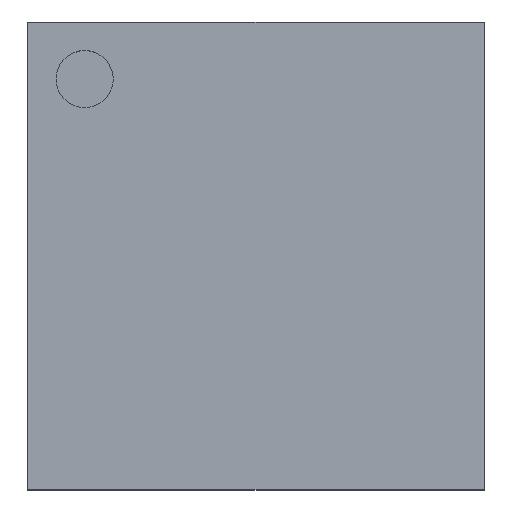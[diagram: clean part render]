
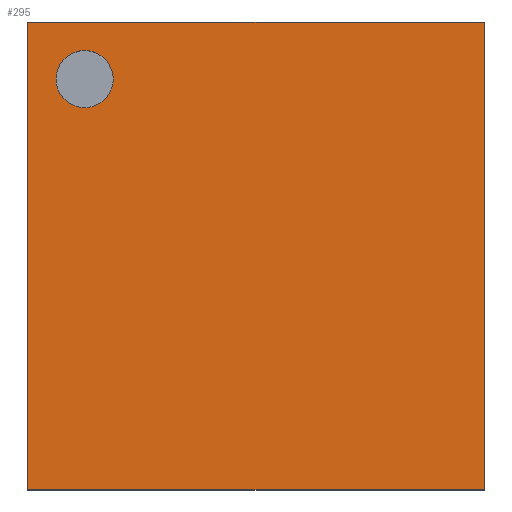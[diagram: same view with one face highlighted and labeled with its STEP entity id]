
A CAD part, top view. The second image highlights one B-rep face of the part: STEP entity #295.
In plain terms, the highlighted planar face has unit normal (0, 0, 1).
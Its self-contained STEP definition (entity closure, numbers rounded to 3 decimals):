
#106 = VERTEX_POINT('',#107);
#107 = CARTESIAN_POINT('',(-0.526,-0.539,0.675));
#114 = PLANE('',#115);
#115 = AXIS2_PLACEMENT_3D('',#116,#117,#118);
#116 = CARTESIAN_POINT('',(-0.526,-0.539,0.32));
#117 = DIRECTION('',(1.,0.,0.));
#118 = DIRECTION('',(0.,0.,1.));
#126 = PLANE('',#127);
#127 = AXIS2_PLACEMENT_3D('',#128,#129,#130);
#128 = CARTESIAN_POINT('',(-0.526,-0.539,0.32));
#129 = DIRECTION('',(0.,1.,0.));
#130 = DIRECTION('',(0.,0.,1.));
#167 = VERTEX_POINT('',#168);
#168 = CARTESIAN_POINT('',(-0.526,0.539,0.675));
#182 = PLANE('',#183);
#183 = AXIS2_PLACEMENT_3D('',#184,#185,#186);
#184 = CARTESIAN_POINT('',(-0.526,0.539,0.32));
#185 = DIRECTION('',(0.,1.,0.));
#186 = DIRECTION('',(0.,0.,1.));
#194 = EDGE_CURVE('',#106,#167,#195,.T.);
#195 = SURFACE_CURVE('',#196,(#200,#207),.PCURVE_S1.);
#196 = LINE('',#197,#198);
#197 = CARTESIAN_POINT('',(-0.526,-0.539,0.675));
#198 = VECTOR('',#199,1.);
#199 = DIRECTION('',(0.,1.,0.));
#200 = PCURVE('',#114,#201);
#201 = DEFINITIONAL_REPRESENTATION('',(#202),#206);
#202 = LINE('',#203,#204);
#203 = CARTESIAN_POINT('',(0.355,0.));
#204 = VECTOR('',#205,1.);
#205 = DIRECTION('',(0.,-1.));
#206 = ( GEOMETRIC_REPRESENTATION_CONTEXT(2) 
PARAMETRIC_REPRESENTATION_CONTEXT() REPRESENTATION_CONTEXT('2D SPACE',''
  ) );
#207 = PCURVE('',#208,#213);
#208 = PLANE('',#209);
#209 = AXIS2_PLACEMENT_3D('',#210,#211,#212);
#210 = CARTESIAN_POINT('',(-0.526,-0.539,0.675));
#211 = DIRECTION('',(0.,0.,1.));
#212 = DIRECTION('',(1.,0.,0.));
#213 = DEFINITIONAL_REPRESENTATION('',(#214),#218);
#214 = LINE('',#215,#216);
#215 = CARTESIAN_POINT('',(0.,0.));
#216 = VECTOR('',#217,1.);
#217 = DIRECTION('',(0.,1.));
#218 = ( GEOMETRIC_REPRESENTATION_CONTEXT(2) 
PARAMETRIC_REPRESENTATION_CONTEXT() REPRESENTATION_CONTEXT('2D SPACE',''
  ) );
#247 = EDGE_CURVE('',#106,#248,#250,.T.);
#248 = VERTEX_POINT('',#249);
#249 = CARTESIAN_POINT('',(0.526,-0.539,0.675));
#250 = SURFACE_CURVE('',#251,(#255,#262),.PCURVE_S1.);
#251 = LINE('',#252,#253);
#252 = CARTESIAN_POINT('',(-0.526,-0.539,0.675));
#253 = VECTOR('',#254,1.);
#254 = DIRECTION('',(1.,0.,0.));
#255 = PCURVE('',#126,#256);
#256 = DEFINITIONAL_REPRESENTATION('',(#257),#261);
#257 = LINE('',#258,#259);
#258 = CARTESIAN_POINT('',(0.355,0.));
#259 = VECTOR('',#260,1.);
#260 = DIRECTION('',(0.,1.));
#261 = ( GEOMETRIC_REPRESENTATION_CONTEXT(2) 
PARAMETRIC_REPRESENTATION_CONTEXT() REPRESENTATION_CONTEXT('2D SPACE',''
  ) );
#262 = PCURVE('',#208,#263);
#263 = DEFINITIONAL_REPRESENTATION('',(#264),#268);
#264 = LINE('',#265,#266);
#265 = CARTESIAN_POINT('',(0.,0.));
#266 = VECTOR('',#267,1.);
#267 = DIRECTION('',(1.,0.));
#268 = ( GEOMETRIC_REPRESENTATION_CONTEXT(2) 
PARAMETRIC_REPRESENTATION_CONTEXT() REPRESENTATION_CONTEXT('2D SPACE',''
  ) );
#284 = PLANE('',#285);
#285 = AXIS2_PLACEMENT_3D('',#286,#287,#288);
#286 = CARTESIAN_POINT('',(0.526,-0.539,0.32));
#287 = DIRECTION('',(1.,0.,0.));
#288 = DIRECTION('',(0.,0.,1.));
#295 = ADVANCED_FACE('',(#296,#344),#208,.T.);
#296 = FACE_BOUND('',#297,.T.);
#297 = EDGE_LOOP('',(#298,#299,#300,#323));
#298 = ORIENTED_EDGE('',*,*,#194,.F.);
#299 = ORIENTED_EDGE('',*,*,#247,.T.);
#300 = ORIENTED_EDGE('',*,*,#301,.T.);
#301 = EDGE_CURVE('',#248,#302,#304,.T.);
#302 = VERTEX_POINT('',#303);
#303 = CARTESIAN_POINT('',(0.526,0.539,0.675));
#304 = SURFACE_CURVE('',#305,(#309,#316),.PCURVE_S1.);
#305 = LINE('',#306,#307);
#306 = CARTESIAN_POINT('',(0.526,-0.539,0.675));
#307 = VECTOR('',#308,1.);
#308 = DIRECTION('',(0.,1.,0.));
#309 = PCURVE('',#208,#310);
#310 = DEFINITIONAL_REPRESENTATION('',(#311),#315);
#311 = LINE('',#312,#313);
#312 = CARTESIAN_POINT('',(1.053,0.));
#313 = VECTOR('',#314,1.);
#314 = DIRECTION('',(0.,1.));
#315 = ( GEOMETRIC_REPRESENTATION_CONTEXT(2) 
PARAMETRIC_REPRESENTATION_CONTEXT() REPRESENTATION_CONTEXT('2D SPACE',''
  ) );
#316 = PCURVE('',#284,#317);
#317 = DEFINITIONAL_REPRESENTATION('',(#318),#322);
#318 = LINE('',#319,#320);
#319 = CARTESIAN_POINT('',(0.355,0.));
#320 = VECTOR('',#321,1.);
#321 = DIRECTION('',(0.,-1.));
#322 = ( GEOMETRIC_REPRESENTATION_CONTEXT(2) 
PARAMETRIC_REPRESENTATION_CONTEXT() REPRESENTATION_CONTEXT('2D SPACE',''
  ) );
#323 = ORIENTED_EDGE('',*,*,#324,.F.);
#324 = EDGE_CURVE('',#167,#302,#325,.T.);
#325 = SURFACE_CURVE('',#326,(#330,#337),.PCURVE_S1.);
#326 = LINE('',#327,#328);
#327 = CARTESIAN_POINT('',(-0.526,0.539,0.675));
#328 = VECTOR('',#329,1.);
#329 = DIRECTION('',(1.,0.,0.));
#330 = PCURVE('',#208,#331);
#331 = DEFINITIONAL_REPRESENTATION('',(#332),#336);
#332 = LINE('',#333,#334);
#333 = CARTESIAN_POINT('',(0.,1.078));
#334 = VECTOR('',#335,1.);
#335 = DIRECTION('',(1.,0.));
#336 = ( GEOMETRIC_REPRESENTATION_CONTEXT(2) 
PARAMETRIC_REPRESENTATION_CONTEXT() REPRESENTATION_CONTEXT('2D SPACE',''
  ) );
#337 = PCURVE('',#182,#338);
#338 = DEFINITIONAL_REPRESENTATION('',(#339),#343);
#339 = LINE('',#340,#341);
#340 = CARTESIAN_POINT('',(0.355,0.));
#341 = VECTOR('',#342,1.);
#342 = DIRECTION('',(0.,1.));
#343 = ( GEOMETRIC_REPRESENTATION_CONTEXT(2) 
PARAMETRIC_REPRESENTATION_CONTEXT() REPRESENTATION_CONTEXT('2D SPACE',''
  ) );
#344 = FACE_BOUND('',#345,.T.);
#345 = EDGE_LOOP('',(#346));
#346 = ORIENTED_EDGE('',*,*,#347,.F.);
#347 = EDGE_CURVE('',#348,#348,#350,.T.);
#348 = VERTEX_POINT('',#349);
#349 = CARTESIAN_POINT('',(-0.329,0.407,0.675));
#350 = SURFACE_CURVE('',#351,(#356,#363),.PCURVE_S1.);
#351 = CIRCLE('',#352,0.066);
#352 = AXIS2_PLACEMENT_3D('',#353,#354,#355);
#353 = CARTESIAN_POINT('',(-0.395,0.407,0.675));
#354 = DIRECTION('',(0.,0.,1.));
#355 = DIRECTION('',(1.,0.,0.));
#356 = PCURVE('',#208,#357);
#357 = DEFINITIONAL_REPRESENTATION('',(#358),#362);
#358 = CIRCLE('',#359,0.066);
#359 = AXIS2_PLACEMENT_2D('',#360,#361);
#360 = CARTESIAN_POINT('',(0.132,0.946));
#361 = DIRECTION('',(1.,0.));
#362 = ( GEOMETRIC_REPRESENTATION_CONTEXT(2) 
PARAMETRIC_REPRESENTATION_CONTEXT() REPRESENTATION_CONTEXT('2D SPACE',''
  ) );
#363 = PCURVE('',#364,#369);
#364 = CYLINDRICAL_SURFACE('',#365,0.066);
#365 = AXIS2_PLACEMENT_3D('',#366,#367,#368);
#366 = CARTESIAN_POINT('',(-0.395,0.407,0.608));
#367 = DIRECTION('',(0.,0.,1.));
#368 = DIRECTION('',(1.,0.,0.));
#369 = DEFINITIONAL_REPRESENTATION('',(#370),#374);
#370 = LINE('',#371,#372);
#371 = CARTESIAN_POINT('',(0.,0.068));
#372 = VECTOR('',#373,1.);
#373 = DIRECTION('',(1.,0.));
#374 = ( GEOMETRIC_REPRESENTATION_CONTEXT(2) 
PARAMETRIC_REPRESENTATION_CONTEXT() REPRESENTATION_CONTEXT('2D SPACE',''
  ) );
